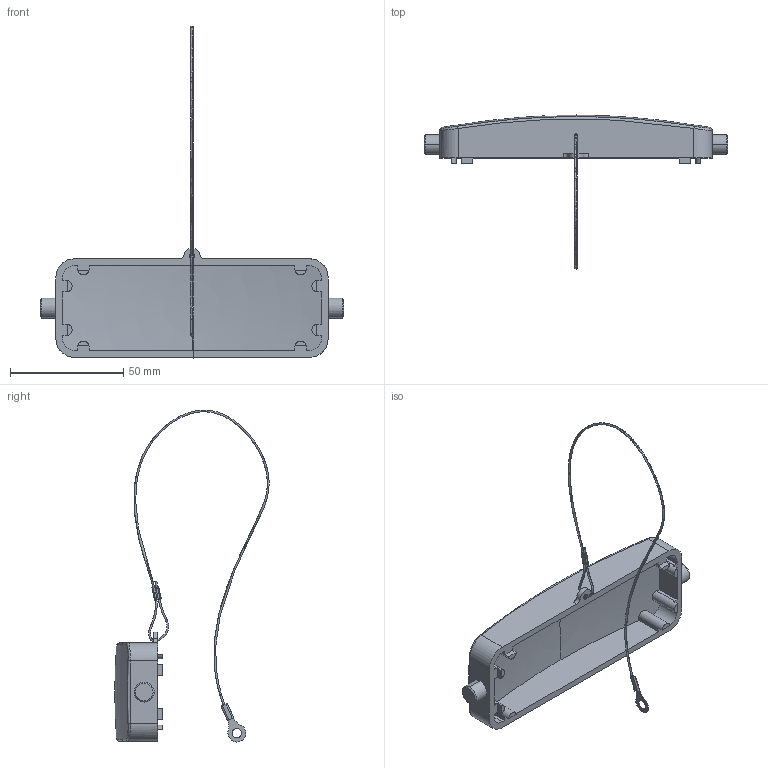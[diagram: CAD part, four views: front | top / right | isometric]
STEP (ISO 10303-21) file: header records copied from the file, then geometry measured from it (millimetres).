
FILE_DESCRIPTION (( 'STEP AP214' ), '1' );
FILE_NAME ('ZP-MC24B-2-SCVPM.step', '2015-08-12T18:13:37', ( '' ), ( '' ), 'SwSTEP 2.0', 'SolidWorks 2014', '' );
FILE_SCHEMA (( 'AUTOMOTIVE_DESIGN' ));
Length unit declared in the file: millimetre
Products named in the file (1): ZP-MC24B-2-SCVPM
Bounding box: 133.78 x 68.1 x 146.43 mm (x, y, z)
Volume: 29992.7 mm3; surface area: 21214.5 mm2
Topology: 4 solids, 4 shells, 129 faces, 345 edges, 222 vertices
Faces by surface type: plane 71, cylinder 38, bspline 12, cone 4, torus 4
Entity records: 7080 total; most frequent: CARTESIAN_POINT 2811, ORIENTED_EDGE 682, DIRECTION 601, EDGE_CURVE 341, VERTEX_POINT 222, AXIS2_PLACEMENT_3D 212, LINE 177, VECTOR 177
